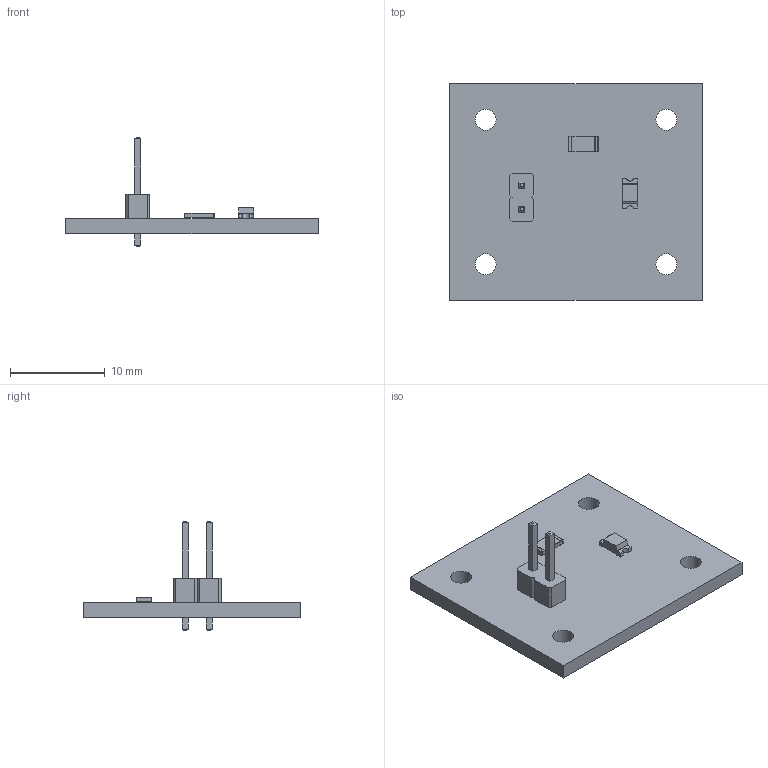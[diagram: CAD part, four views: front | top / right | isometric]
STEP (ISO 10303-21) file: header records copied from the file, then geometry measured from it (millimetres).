
FILE_DESCRIPTION(('KiCad electronic assembly'),'2;1');
FILE_NAME('001-led.step','2019-10-10T13:45:05',('An Author'),( 'A Company'),'Open CASCADE STEP processor 6.9', 'KiCad to STEP converter','Unknown');
FILE_SCHEMA(('AUTOMOTIVE_DESIGN { 1 0 10303 214 1 1 1 1 }'));
Length unit declared in the file: millimetre
Products named in the file (8): Open CASCADE STEP translator 6.9 1; PinHeader_1x02_P2.54mm_Vertical; SOLID; LED_1206_3216Metric_Castellated; R_1206_3216Metric; COMPOUND
Assembly tree (7 placements, depth 3):
  Open CASCADE STEP translator 6.9 1
    PinHeader_1x02_P2.54mm_Vertical
      SOLID
    LED_1206_3216Metric_Castellated
      SOLID
    R_1206_3216Metric
      SOLID
    COMPOUND
Bounding box: 26.67 x 22.86 x 11.54 mm (x, y, z)
Volume: 994.6 mm3; surface area: 1541.2 mm2
Topology: 4 solids, 4 shells, 128 faces, 321 edges, 206 vertices
Faces by surface type: plane 100, cylinder 28
Full cylindrical faces by diameter (mm): 1 x2, 2.2 x4
Entity records: 9404 total; most frequent: CARTESIAN_POINT 1913, DIRECTION 1231, LINE 843, VECTOR 843, ORIENTED_EDGE 642, PCURVE 642, DEFINITIONAL_REPRESENTATION 642, EDGE_CURVE 321
